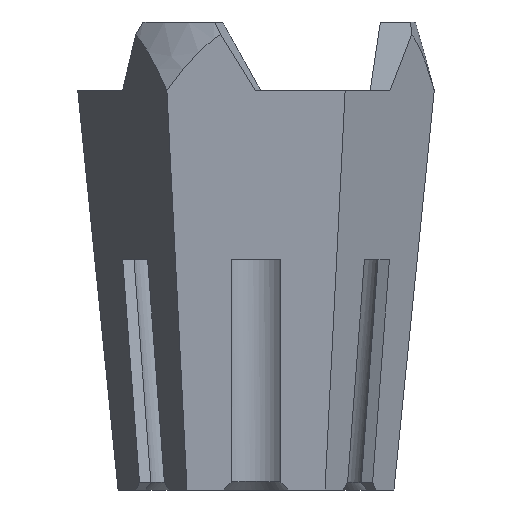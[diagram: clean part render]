
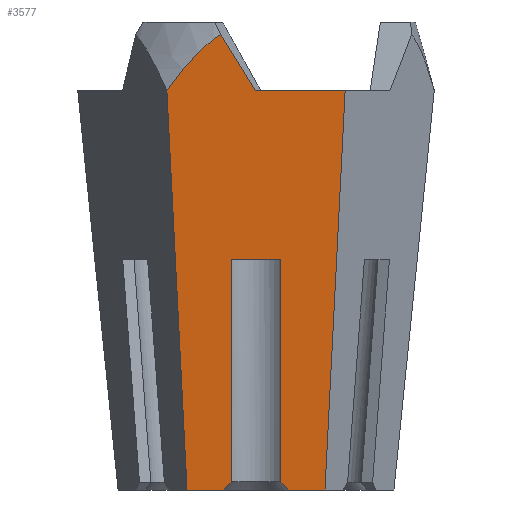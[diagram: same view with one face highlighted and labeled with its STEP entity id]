
A CAD part, front view. The second image highlights one B-rep face of the part: STEP entity #3577.
In plain terms, the highlighted planar face has unit normal (0, -0.996, -0.087).
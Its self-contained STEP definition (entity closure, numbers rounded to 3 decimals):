
#91=CARTESIAN_POINT('Vertex',(1.601,-8.95,7.248)) ;
#94=CARTESIAN_POINT('Line Origine',(0.001,-8.949,7.248)) ;
#98=CARTESIAN_POINT('Vertex',(-1.599,-8.949,7.248)) ;
#1160=CARTESIAN_POINT('Vertex',(-2.272,-10.214,21.696)) ;
#1164=CARTESIAN_POINT('Control Point',(-2.272,-10.214,21.696)) ;
#1165=CARTESIAN_POINT('Control Point',(-0.033,-9.898,18.091)) ;
#1166=CARTESIAN_POINT('Vertex',(-0.033,-9.898,18.091)) ;
#1200=CARTESIAN_POINT('Vertex',(-5.715,-9.898,18.091)) ;
#1204=CARTESIAN_POINT('Control Point',(-2.73,-10.187,21.388)) ;
#1205=CARTESIAN_POINT('Control Point',(-3.677,-10.126,20.692)) ;
#1206=CARTESIAN_POINT('Control Point',(-4.659,-10.033,19.627)) ;
#1207=CARTESIAN_POINT('Control Point',(-5.715,-9.898,18.091)) ;
#1208=CARTESIAN_POINT('Vertex',(-2.73,-10.187,21.388)) ;
#1212=CARTESIAN_POINT('Control Point',(-2.73,-10.187,21.388)) ;
#1213=CARTESIAN_POINT('Control Point',(-2.576,-10.197,21.501)) ;
#1214=CARTESIAN_POINT('Control Point',(-2.424,-10.205,21.603)) ;
#1215=CARTESIAN_POINT('Control Point',(-2.272,-10.214,21.696)) ;
#1265=CARTESIAN_POINT('Line Origine',(2.841,-9.898,18.091)) ;
#1269=CARTESIAN_POINT('Vertex',(5.715,-9.898,18.091)) ;
#1916=CARTESIAN_POINT('Line Origine',(5.068,-8.779,5.295)) ;
#1920=CARTESIAN_POINT('Vertex',(4.422,-7.659,-7.5)) ;
#3236=CARTESIAN_POINT('Vertex',(-4.422,-7.659,-7.5)) ;
#3239=CARTESIAN_POINT('Line Origine',(-5.068,-8.779,5.295)) ;
#3480=CARTESIAN_POINT('Vertex',(1.601,-7.703,-7.)) ;
#3485=CARTESIAN_POINT('Line Origine',(1.601,-8.326,0.124)) ;
#3514=CARTESIAN_POINT('Line Origine',(-1.599,-8.326,0.124)) ;
#3518=CARTESIAN_POINT('Vertex',(-1.599,-7.703,-7.)) ;
#3533=CARTESIAN_POINT('Axis2P3D Location',(-17.812,-10.284,22.5)) ;
#3538=CARTESIAN_POINT('Line Origine',(1.851,-7.681,-7.25)) ;
#3542=CARTESIAN_POINT('Vertex',(2.101,-7.659,-7.5)) ;
#3545=CARTESIAN_POINT('Line Origine',(3.262,-7.659,-7.5)) ;
#3550=CARTESIAN_POINT('Line Origine',(-3.261,-7.659,-7.5)) ;
#3554=CARTESIAN_POINT('Vertex',(-2.099,-7.659,-7.5)) ;
#3557=CARTESIAN_POINT('Line Origine',(-1.849,-7.681,-7.25)) ;
#95=DIRECTION('Vector Direction',(1.,0.,0.)) ;
#1266=DIRECTION('Vector Direction',(-1.,0.,0.)) ;
#1917=DIRECTION('Vector Direction',(0.05,-0.087,0.995)) ;
#3240=DIRECTION('Vector Direction',(-0.05,-0.087,0.995)) ;
#3486=DIRECTION('Vector Direction',(0.,-0.087,0.996)) ;
#3515=DIRECTION('Vector Direction',(0.,-0.087,0.996)) ;
#3534=DIRECTION('Axis2P3D Direction',(0.,-0.996,-0.087)) ;
#3535=DIRECTION('Axis2P3D XDirection',(0.,0.087,-0.996)) ;
#3539=DIRECTION('Vector Direction',(-0.706,-0.062,0.706)) ;
#3546=DIRECTION('Vector Direction',(1.,0.,0.)) ;
#3551=DIRECTION('Vector Direction',(1.,0.,0.)) ;
#3558=DIRECTION('Vector Direction',(0.706,-0.062,0.706)) ;
#3536=AXIS2_PLACEMENT_3D('Plane Axis2P3D',#3533,#3534,#3535) ;
#3563=ORIENTED_EDGE('',*,*,#3520,.T.) ;
#3564=ORIENTED_EDGE('',*,*,#100,.T.) ;
#3565=ORIENTED_EDGE('',*,*,#3489,.T.) ;
#3566=ORIENTED_EDGE('',*,*,#3544,.F.) ;
#3567=ORIENTED_EDGE('',*,*,#3549,.T.) ;
#3568=ORIENTED_EDGE('',*,*,#1922,.T.) ;
#3569=ORIENTED_EDGE('',*,*,#1271,.T.) ;
#3570=ORIENTED_EDGE('',*,*,#1168,.T.) ;
#3571=ORIENTED_EDGE('',*,*,#1216,.F.) ;
#3572=ORIENTED_EDGE('',*,*,#1210,.T.) ;
#3573=ORIENTED_EDGE('',*,*,#3243,.F.) ;
#3574=ORIENTED_EDGE('',*,*,#3556,.T.) ;
#3575=ORIENTED_EDGE('',*,*,#3561,.F.) ;
#96=VECTOR('Line Direction',#95,1.) ;
#1267=VECTOR('Line Direction',#1266,1.) ;
#1918=VECTOR('Line Direction',#1917,1.) ;
#3241=VECTOR('Line Direction',#3240,1.) ;
#3487=VECTOR('Line Direction',#3486,1.) ;
#3516=VECTOR('Line Direction',#3515,1.) ;
#3540=VECTOR('Line Direction',#3539,1.) ;
#3547=VECTOR('Line Direction',#3546,1.) ;
#3552=VECTOR('Line Direction',#3551,1.) ;
#3559=VECTOR('Line Direction',#3558,1.) ;
#3577=ADVANCED_FACE('Sensorstein1',(#3576),#3537,.T.) ;
#1163=B_SPLINE_CURVE_WITH_KNOTS('',1,(#1164,#1165),.UNSPECIFIED.,.F.,.U.,(2,2),(-1.67,2.586),.UNSPECIFIED.) ;
#1203=B_SPLINE_CURVE_WITH_KNOTS('',3,(#1204,#1205,#1206,#1207),.UNSPECIFIED.,.F.,.U.,(4,4),(79.546,106.342),.UNSPECIFIED.) ;
#1211=B_SPLINE_CURVE_WITH_KNOTS('',3,(#1212,#1213,#1214,#1215),.UNSPECIFIED.,.F.,.U.,(4,4),(0.,4.334),.UNSPECIFIED.) ;
#100=EDGE_CURVE('',#99,#92,#97,.T.) ;
#1168=EDGE_CURVE('',#1167,#1161,#1163,.F.) ;
#1210=EDGE_CURVE('',#1209,#1201,#1203,.T.) ;
#1216=EDGE_CURVE('',#1209,#1161,#1211,.T.) ;
#1271=EDGE_CURVE('',#1270,#1167,#1268,.T.) ;
#1922=EDGE_CURVE('',#1921,#1270,#1919,.T.) ;
#3243=EDGE_CURVE('',#3237,#1201,#3242,.T.) ;
#3489=EDGE_CURVE('',#92,#3481,#3488,.F.) ;
#3520=EDGE_CURVE('',#3519,#99,#3517,.T.) ;
#3544=EDGE_CURVE('',#3543,#3481,#3541,.T.) ;
#3549=EDGE_CURVE('',#3543,#1921,#3548,.T.) ;
#3556=EDGE_CURVE('',#3237,#3555,#3553,.T.) ;
#3561=EDGE_CURVE('',#3519,#3555,#3560,.F.) ;
#3562=EDGE_LOOP('',(#3563,#3564,#3565,#3566,#3567,#3568,#3569,#3570,#3571,#3572,#3573,#3574,#3575)) ;
#3576=FACE_OUTER_BOUND('',#3562,.T.) ;
#97=LINE('Line',#94,#96) ;
#1268=LINE('Line',#1265,#1267) ;
#1919=LINE('Line',#1916,#1918) ;
#3242=LINE('Line',#3239,#3241) ;
#3488=LINE('Line',#3485,#3487) ;
#3517=LINE('Line',#3514,#3516) ;
#3541=LINE('Line',#3538,#3540) ;
#3548=LINE('Line',#3545,#3547) ;
#3553=LINE('Line',#3550,#3552) ;
#3560=LINE('Line',#3557,#3559) ;
#3537=PLANE('Plane',#3536) ;
#92=VERTEX_POINT('',#91) ;
#99=VERTEX_POINT('',#98) ;
#1161=VERTEX_POINT('',#1160) ;
#1167=VERTEX_POINT('',#1166) ;
#1201=VERTEX_POINT('',#1200) ;
#1209=VERTEX_POINT('',#1208) ;
#1270=VERTEX_POINT('',#1269) ;
#1921=VERTEX_POINT('',#1920) ;
#3237=VERTEX_POINT('',#3236) ;
#3481=VERTEX_POINT('',#3480) ;
#3519=VERTEX_POINT('',#3518) ;
#3543=VERTEX_POINT('',#3542) ;
#3555=VERTEX_POINT('',#3554) ;
